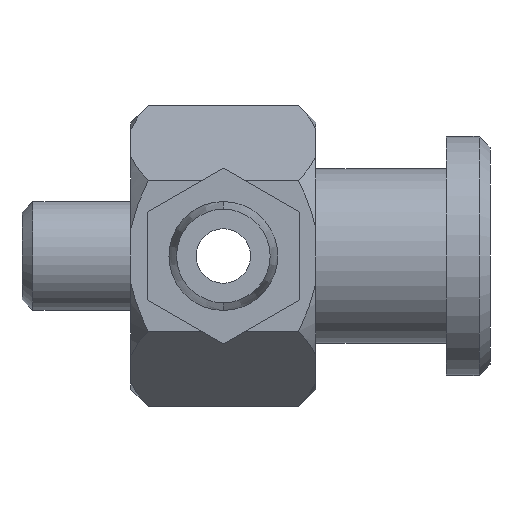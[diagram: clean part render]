
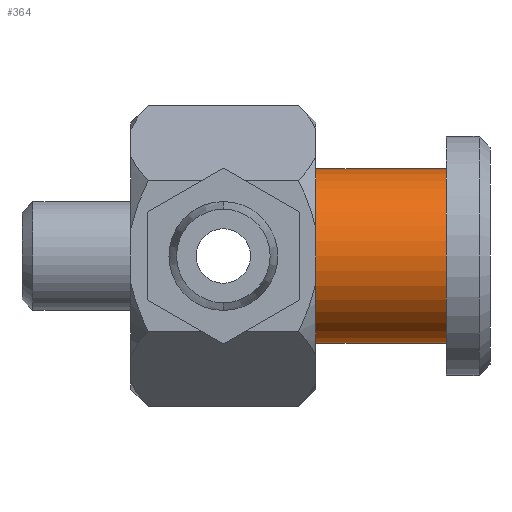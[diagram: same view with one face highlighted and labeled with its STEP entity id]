
A CAD part, left-side view. The second image highlights one B-rep face of the part: STEP entity #364.
In plain terms, the highlighted cylindrical face has radius 4 mm (diameter 8 mm), a partial arc.
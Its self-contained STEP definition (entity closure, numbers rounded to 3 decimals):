
#21 = DIRECTION ( 'NONE',  ( 0., 0., -1. ) ) ;
#67 = VERTEX_POINT ( 'NONE', #2422 ) ;
#80 = CARTESIAN_POINT ( 'NONE',  ( 0., 1., -4. ) ) ;
#83 = ORIENTED_EDGE ( 'NONE', *, *, #1237, .T. ) ;
#175 = AXIS2_PLACEMENT_3D ( 'NONE', #390, #1489, #1697 ) ;
#194 = CYLINDRICAL_SURFACE ( 'NONE', #2396, 4. ) ;
#279 = FACE_OUTER_BOUND ( 'NONE', #445, .T. ) ;
#363 = CARTESIAN_POINT ( 'NONE',  ( 0., 7., 4. ) ) ;
#364 = ADVANCED_FACE ( 'NONE', ( #279 ), #194, .T. ) ;
#390 = CARTESIAN_POINT ( 'NONE',  ( 0., 1., 0. ) ) ;
#415 = EDGE_CURVE ( 'NONE', #605, #67, #1037, .T. ) ;
#445 = EDGE_LOOP ( 'NONE', ( #563, #1345, #83, #1080 ) ) ;
#480 = CARTESIAN_POINT ( 'NONE',  ( 0., 7., 0. ) ) ;
#544 = VECTOR ( 'NONE', #1318, 1000. ) ;
#563 = ORIENTED_EDGE ( 'NONE', *, *, #415, .F. ) ;
#605 = VERTEX_POINT ( 'NONE', #1005 ) ;
#640 = CARTESIAN_POINT ( 'NONE',  ( 0., 7., -4. ) ) ;
#642 = VERTEX_POINT ( 'NONE', #80 ) ;
#1005 = CARTESIAN_POINT ( 'NONE',  ( 0., 7., 4. ) ) ;
#1037 = LINE ( 'NONE', #363, #544 ) ;
#1080 = ORIENTED_EDGE ( 'NONE', *, *, #1984, .T. ) ;
#1184 = CARTESIAN_POINT ( 'NONE',  ( 0., 7., -4. ) ) ;
#1213 = CIRCLE ( 'NONE', #175, 4. ) ;
#1237 = EDGE_CURVE ( 'NONE', #2256, #642, #1519, .T. ) ;
#1281 = CARTESIAN_POINT ( 'NONE',  ( 0., 7., 0. ) ) ;
#1318 = DIRECTION ( 'NONE',  ( 0., -1., 0. ) ) ;
#1345 = ORIENTED_EDGE ( 'NONE', *, *, #1481, .F. ) ;
#1397 = DIRECTION ( 'NONE',  ( 0., 1., 0. ) ) ;
#1481 = EDGE_CURVE ( 'NONE', #2256, #605, #1909, .T. ) ;
#1489 = DIRECTION ( 'NONE',  ( 0., 1., 0. ) ) ;
#1519 = LINE ( 'NONE', #640, #1943 ) ;
#1569 = DIRECTION ( 'NONE',  ( 0., -1., 0. ) ) ;
#1652 = AXIS2_PLACEMENT_3D ( 'NONE', #480, #1397, #1959 ) ;
#1691 = DIRECTION ( 'NONE',  ( 0., -1., 0. ) ) ;
#1697 = DIRECTION ( 'NONE',  ( 0., 0., 1. ) ) ;
#1909 = CIRCLE ( 'NONE', #1652, 4. ) ;
#1943 = VECTOR ( 'NONE', #1569, 1000. ) ;
#1959 = DIRECTION ( 'NONE',  ( 0., 0., 1. ) ) ;
#1984 = EDGE_CURVE ( 'NONE', #642, #67, #1213, .T. ) ;
#2256 = VERTEX_POINT ( 'NONE', #1184 ) ;
#2396 = AXIS2_PLACEMENT_3D ( 'NONE', #1281, #1691, #21 ) ;
#2422 = CARTESIAN_POINT ( 'NONE',  ( 0., 1., 4. ) ) ;
